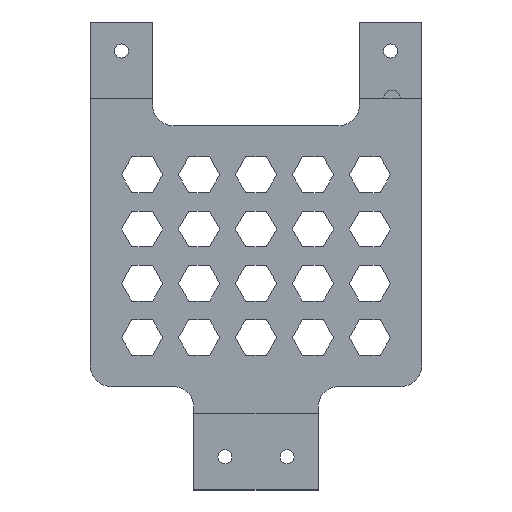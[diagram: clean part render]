
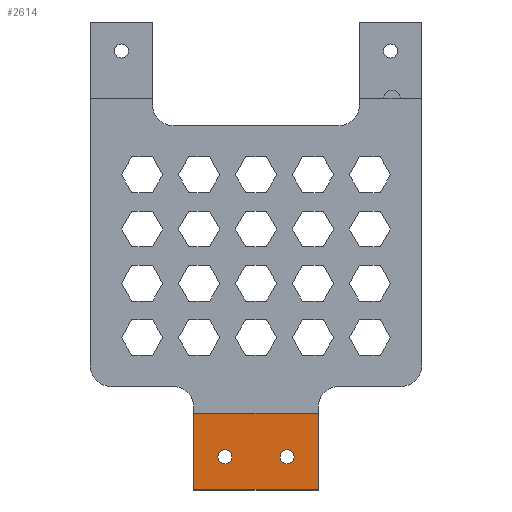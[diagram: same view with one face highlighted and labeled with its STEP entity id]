
A CAD part, top view. The second image highlights one B-rep face of the part: STEP entity #2614.
In plain terms, the highlighted planar face has unit normal (0, 0, 1).
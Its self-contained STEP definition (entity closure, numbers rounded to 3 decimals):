
#48 = VERTEX_POINT('',#49);
#49 = CARTESIAN_POINT('',(-15.,-104.038,-6.));
#55 = EDGE_CURVE('',#56,#48,#58,.T.);
#56 = VERTEX_POINT('',#57);
#57 = CARTESIAN_POINT('',(-15.,-122.538,-6.));
#58 = LINE('',#59,#60);
#59 = CARTESIAN_POINT('',(-15.,-122.538,-6.));
#60 = VECTOR('',#61,1.);
#61 = DIRECTION('',(0.,1.,0.));
#2571 = VERTEX_POINT('',#2572);
#2572 = CARTESIAN_POINT('',(15.,-122.538,-6.));
#2580 = EDGE_CURVE('',#2571,#56,#2581,.T.);
#2581 = LINE('',#2582,#2583);
#2582 = CARTESIAN_POINT('',(15.,-122.538,-6.));
#2583 = VECTOR('',#2584,1.);
#2584 = DIRECTION('',(-1.,0.,0.));
#2595 = VERTEX_POINT('',#2596);
#2596 = CARTESIAN_POINT('',(15.,-104.038,-6.));
#2604 = EDGE_CURVE('',#2595,#48,#2605,.T.);
#2605 = LINE('',#2606,#2607);
#2606 = CARTESIAN_POINT('',(241.62,-104.038,-6.));
#2607 = VECTOR('',#2608,1.);
#2608 = DIRECTION('',(-1.,0.,0.));
#2614 = ADVANCED_FACE('',(#2615,#2626,#2637),#2648,.F.);
#2615 = FACE_BOUND('',#2616,.F.);
#2616 = EDGE_LOOP('',(#2617,#2618,#2619,#2620));
#2617 = ORIENTED_EDGE('',*,*,#2580,.T.);
#2618 = ORIENTED_EDGE('',*,*,#55,.T.);
#2619 = ORIENTED_EDGE('',*,*,#2604,.F.);
#2620 = ORIENTED_EDGE('',*,*,#2621,.T.);
#2621 = EDGE_CURVE('',#2595,#2571,#2622,.T.);
#2622 = LINE('',#2623,#2624);
#2623 = CARTESIAN_POINT('',(15.,-97.538,-6.));
#2624 = VECTOR('',#2625,1.);
#2625 = DIRECTION('',(0.,-1.,0.));
#2626 = FACE_BOUND('',#2627,.F.);
#2627 = EDGE_LOOP('',(#2628));
#2628 = ORIENTED_EDGE('',*,*,#2629,.T.);
#2629 = EDGE_CURVE('',#2630,#2630,#2632,.T.);
#2630 = VERTEX_POINT('',#2631);
#2631 = CARTESIAN_POINT('',(5.8,-114.538,-6.));
#2632 = CIRCLE('',#2633,1.7);
#2633 = AXIS2_PLACEMENT_3D('',#2634,#2635,#2636);
#2634 = CARTESIAN_POINT('',(7.5,-114.538,-6.));
#2635 = DIRECTION('',(0.,-0.,1.));
#2636 = DIRECTION('',(-1.,0.,0.));
#2637 = FACE_BOUND('',#2638,.F.);
#2638 = EDGE_LOOP('',(#2639));
#2639 = ORIENTED_EDGE('',*,*,#2640,.T.);
#2640 = EDGE_CURVE('',#2641,#2641,#2643,.T.);
#2641 = VERTEX_POINT('',#2642);
#2642 = CARTESIAN_POINT('',(-9.2,-114.538,-6.));
#2643 = CIRCLE('',#2644,1.7);
#2644 = AXIS2_PLACEMENT_3D('',#2645,#2646,#2647);
#2645 = CARTESIAN_POINT('',(-7.5,-114.538,-6.));
#2646 = DIRECTION('',(0.,-0.,1.));
#2647 = DIRECTION('',(-1.,0.,0.));
#2648 = PLANE('',#2649);
#2649 = AXIS2_PLACEMENT_3D('',#2650,#2651,#2652);
#2650 = CARTESIAN_POINT('',(78.927,5.,-6.));
#2651 = DIRECTION('',(-0.,0.,-1.));
#2652 = DIRECTION('',(-1.,0.,0.));
